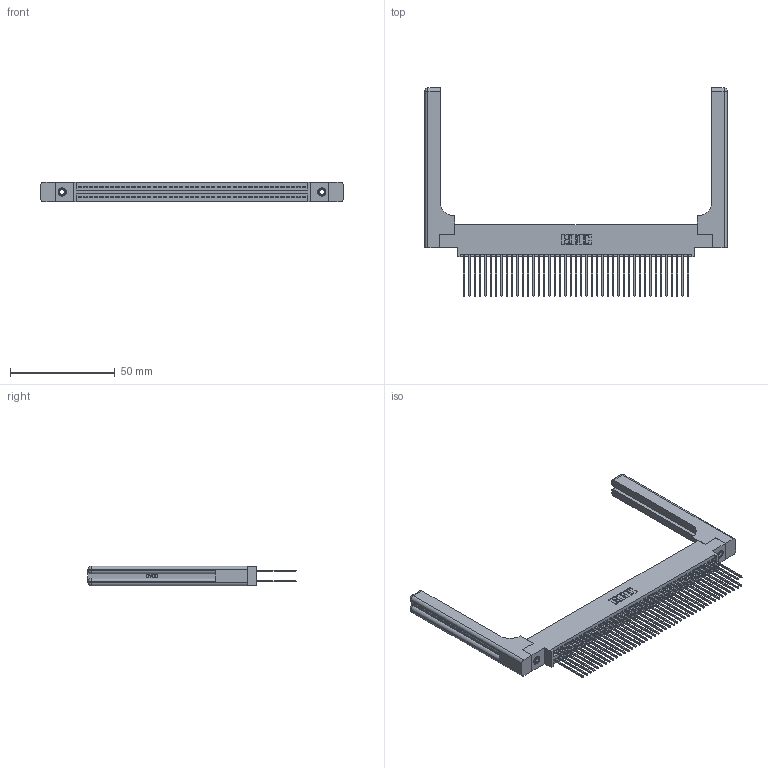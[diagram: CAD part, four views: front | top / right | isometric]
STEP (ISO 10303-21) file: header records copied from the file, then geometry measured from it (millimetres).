
FILE_DESCRIPTION (( 'STEP AP203' ), '1' );
FILE_NAME ('345-086-541-858.STEP', '2019-11-01T07:57:06', ( '' ), ( '' ), 'SwSTEP 2.0', 'SolidWorks 2016', '' );
FILE_SCHEMA (( 'CONFIG_CONTROL_DESIGN' ));
Length unit declared in the file: inch
Products named in the file (5): 345-220-058_345-220-058; 345 Part_0.170 Offset - 0.156 Dia-TH; 345-250-001_345-250-001-102; 345-292-001_345-293-141; 345-086-541-858
Assembly tree (91 placements, depth 2):
  345-086-541-858
    345 Part_0.170 Offset - 0.156 Dia-TH
    345-292-001_345-293-141  x86
    345-250-001_345-250-001-102  x2
    345-220-058_345-220-058  x2
Bounding box: 144.25 x 99.24 x 9.4 mm (x, y, z)
Volume: 22876.7 mm3; surface area: 28829 mm2
Topology: 91 solids, 91 shells, 4686 faces, 13833 edges, 9086 vertices
Faces by surface type: plane 3070, cylinder 1556, bspline 36, cone 12, sphere 8, torus 4
Entity records: 38936 total; most frequent: CARTESIAN_POINT 7521, ORIENTED_EDGE 6252, DIRECTION 5562, EDGE_CURVE 3126, LINE 2730, VECTOR 2730, VERTEX_POINT 2074, AXIS2_PLACEMENT_3D 1416
